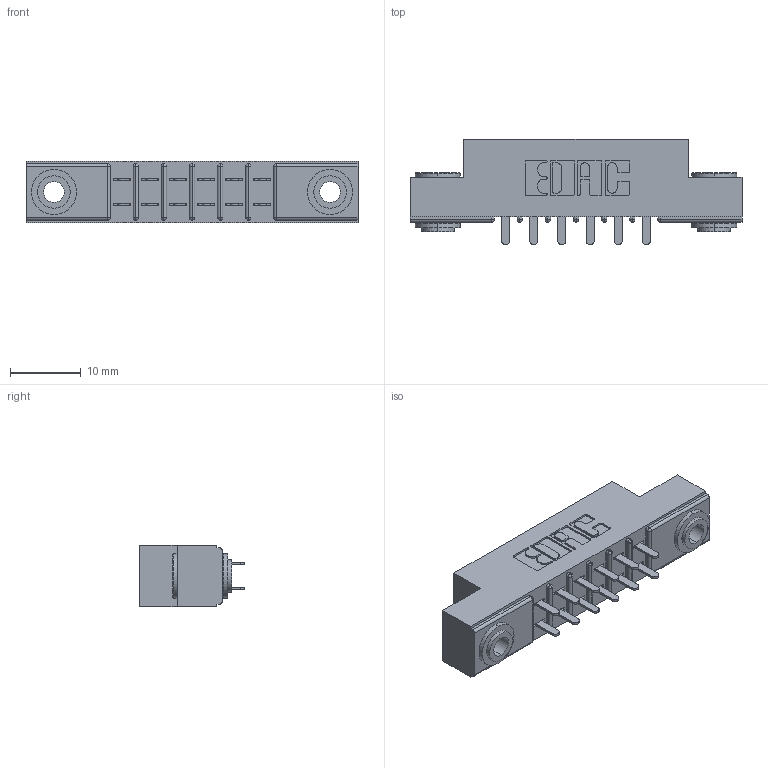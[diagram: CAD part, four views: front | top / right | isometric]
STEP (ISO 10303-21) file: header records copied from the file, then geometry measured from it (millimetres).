
FILE_DESCRIPTION (( 'STEP AP203' ), '1' );
FILE_NAME ('305-012-521-203.STEP', '2019-09-09T11:19:57', ( '' ), ( '' ), 'SwSTEP 2.0', 'SolidWorks 2016', '' );
FILE_SCHEMA (( 'CONFIG_CONTROL_DESIGN' ));
Length unit declared in the file: inch
Products named in the file (4): 345-250-002_345-250-002-102; 305-290-001_521; 305 Part_.156 Dia; 305-012-521-203
Assembly tree (15 placements, depth 2):
  305-012-521-203
    305 Part_.156 Dia
    305-290-001_521  x12
    345-250-002_345-250-002-102  x2
Bounding box: 46.79 x 14.86 x 8.71 mm (x, y, z)
Volume: 2944.9 mm3; surface area: 4827.7 mm2
Topology: 15 solids, 15 shells, 720 faces, 2006 edges, 1300 vertices
Faces by surface type: plane 416, cylinder 272, sphere 24, cone 8
Entity records: 11824 total; most frequent: CARTESIAN_POINT 1937, DIRECTION 1918, ORIENTED_EDGE 1908, EDGE_CURVE 954, VECTOR 724, LINE 724, VERTEX_POINT 616, AXIS2_PLACEMENT_3D 597
